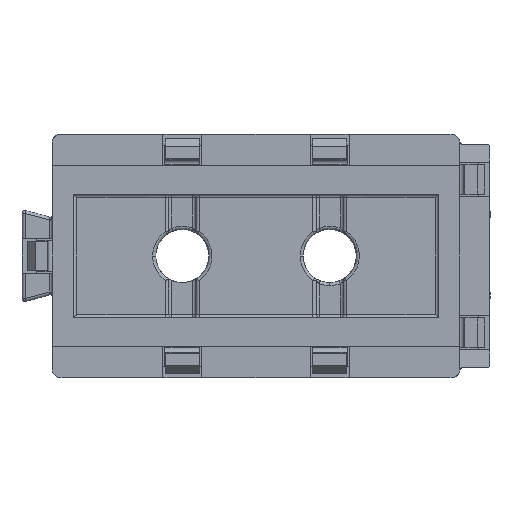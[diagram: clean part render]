
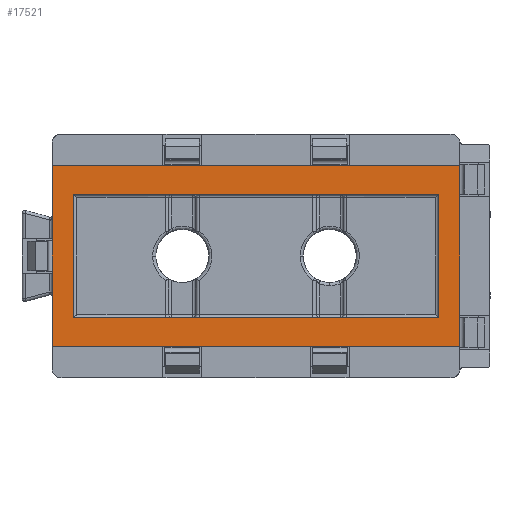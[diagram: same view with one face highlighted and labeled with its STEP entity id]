
A CAD part, front view. The second image highlights one B-rep face of the part: STEP entity #17521.
In plain terms, the highlighted planar face has unit normal (0, -1, 0).
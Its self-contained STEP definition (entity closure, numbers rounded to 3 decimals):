
#4864 = CARTESIAN_POINT ( 'NONE',  ( -13.4, -8.8, 2.05 ) ) ;
#4869 = CARTESIAN_POINT ( 'NONE',  ( 13.4, -8.8, 2.05 ) ) ;
#4871 = CARTESIAN_POINT ( 'NONE',  ( 12., -8.8, 12.05 ) ) ;
#4872 = CARTESIAN_POINT ( 'NONE',  ( -12., -8.8, 3.95 ) ) ;
#4909 = CARTESIAN_POINT ( 'NONE',  ( 13.4, -8.8, 13.95 ) ) ;
#4921 = CARTESIAN_POINT ( 'NONE',  ( -12., -8.8, 12.05 ) ) ;
#4940 = CARTESIAN_POINT ( 'NONE',  ( 12., -8.8, 3.95 ) ) ;
#4956 = CARTESIAN_POINT ( 'NONE',  ( -13.4, -8.8, 13.95 ) ) ;
#16993 = EDGE_CURVE ( 'NONE', #41348, #41325, #33287, .T. ) ;
#17005 = EDGE_CURVE ( 'NONE', #41301, #41319, #33333, .T. ) ;
#17025 = EDGE_CURVE ( 'NONE', #41276, #41348, #33370, .T. ) ;
#17033 = EDGE_CURVE ( 'NONE', #41346, #41276, #33400, .T. ) ;
#17104 = EDGE_CURVE ( 'NONE', #41325, #41346, #37901, .T. ) ;
#17132 = EDGE_CURVE ( 'NONE', #41319, #41296, #38211, .T. ) ;
#17149 = EDGE_CURVE ( 'NONE', #41296, #41375, #38344, .T. ) ;
#17152 = EDGE_CURVE ( 'NONE', #41301, #41375, #38379, .T. ) ;
#17521 = ADVANCED_FACE ( 'NONE', ( #45483, #45568 ), #45557, .F. ) ;
#18051 = EDGE_LOOP ( 'NONE', ( #37086, #37039, #37139, #37052 ) ) ;
#18080 = EDGE_LOOP ( 'NONE', ( #37099, #37132, #37097, #37051 ) ) ;
#29594 = VECTOR ( 'NONE', #33342, 1000. ) ;
#29599 = VECTOR ( 'NONE', #33358, 1000. ) ;
#29604 = VECTOR ( 'NONE', #33281, 1000. ) ;
#29626 = VECTOR ( 'NONE', #33372, 1000. ) ;
#29683 = VECTOR ( 'NONE', #37908, 1000. ) ;
#29749 = VECTOR ( 'NONE', #38210, 1000. ) ;
#29750 = VECTOR ( 'NONE', #38393, 1000. ) ;
#29758 = VECTOR ( 'NONE', #38397, 1000. ) ;
#33265 = CARTESIAN_POINT ( 'NONE',  ( 12., -8.8, 2.05 ) ) ;
#33281 = DIRECTION ( 'NONE',  ( 0., 0., 1. ) ) ;
#33287 = LINE ( 'NONE', #33265, #29604 ) ;
#33325 = CARTESIAN_POINT ( 'NONE',  ( 13.4, -8.8, 2.05 ) ) ;
#33333 = LINE ( 'NONE', #33325, #29594 ) ;
#33342 = DIRECTION ( 'NONE',  ( 0., 0., -1. ) ) ;
#33357 = CARTESIAN_POINT ( 'NONE',  ( -12., -8.8, 2.05 ) ) ;
#33358 = DIRECTION ( 'NONE',  ( 0., 0., -1. ) ) ;
#33370 = LINE ( 'NONE', #33383, #29626 ) ;
#33372 = DIRECTION ( 'NONE',  ( 1., 0., 0. ) ) ;
#33383 = CARTESIAN_POINT ( 'NONE',  ( -13.4, -8.8, 3.95 ) ) ;
#33400 = LINE ( 'NONE', #33357, #29599 ) ;
#37039 = ORIENTED_EDGE ( 'NONE', *, *, #16993, .F. ) ;
#37051 = ORIENTED_EDGE ( 'NONE', *, *, #17149, .F. ) ;
#37052 = ORIENTED_EDGE ( 'NONE', *, *, #17033, .F. ) ;
#37086 = ORIENTED_EDGE ( 'NONE', *, *, #17104, .F. ) ;
#37097 = ORIENTED_EDGE ( 'NONE', *, *, #17152, .T. ) ;
#37099 = ORIENTED_EDGE ( 'NONE', *, *, #17132, .F. ) ;
#37132 = ORIENTED_EDGE ( 'NONE', *, *, #17005, .F. ) ;
#37139 = ORIENTED_EDGE ( 'NONE', *, *, #17025, .F. ) ;
#37901 = LINE ( 'NONE', #37931, #29683 ) ;
#37908 = DIRECTION ( 'NONE',  ( -1., 0., 0. ) ) ;
#37931 = CARTESIAN_POINT ( 'NONE',  ( -13.4, -8.8, 12.05 ) ) ;
#38210 = DIRECTION ( 'NONE',  ( -1., 0., 0. ) ) ;
#38211 = LINE ( 'NONE', #38246, #29749 ) ;
#38246 = CARTESIAN_POINT ( 'NONE',  ( -13.4, -8.8, 2.05 ) ) ;
#38344 = LINE ( 'NONE', #38345, #29750 ) ;
#38345 = CARTESIAN_POINT ( 'NONE',  ( -13.4, -8.8, 2.05 ) ) ;
#38379 = LINE ( 'NONE', #38398, #29758 ) ;
#38393 = DIRECTION ( 'NONE',  ( 0., 0., 1. ) ) ;
#38397 = DIRECTION ( 'NONE',  ( -1., 0., 0. ) ) ;
#38398 = CARTESIAN_POINT ( 'NONE',  ( 13.4, -8.8, 13.95 ) ) ;
#41276 = VERTEX_POINT ( 'NONE', #4872 ) ;
#41296 = VERTEX_POINT ( 'NONE', #4864 ) ;
#41301 = VERTEX_POINT ( 'NONE', #4909 ) ;
#41319 = VERTEX_POINT ( 'NONE', #4869 ) ;
#41325 = VERTEX_POINT ( 'NONE', #4871 ) ;
#41346 = VERTEX_POINT ( 'NONE', #4921 ) ;
#41348 = VERTEX_POINT ( 'NONE', #4940 ) ;
#41375 = VERTEX_POINT ( 'NONE', #4956 ) ;
#44221 = AXIS2_PLACEMENT_3D ( 'NONE', #45575, #45572, #45589 ) ;
#45483 = FACE_BOUND ( 'NONE', #18051, .T. ) ;
#45557 = PLANE ( 'NONE',  #44221 ) ;
#45568 = FACE_OUTER_BOUND ( 'NONE', #18080, .T. ) ;
#45572 = DIRECTION ( 'NONE',  ( 0., 1., 0. ) ) ;
#45575 = CARTESIAN_POINT ( 'NONE',  ( -13.4, -8.8, 2.05 ) ) ;
#45589 = DIRECTION ( 'NONE',  ( -1., 0., 0. ) ) ;
